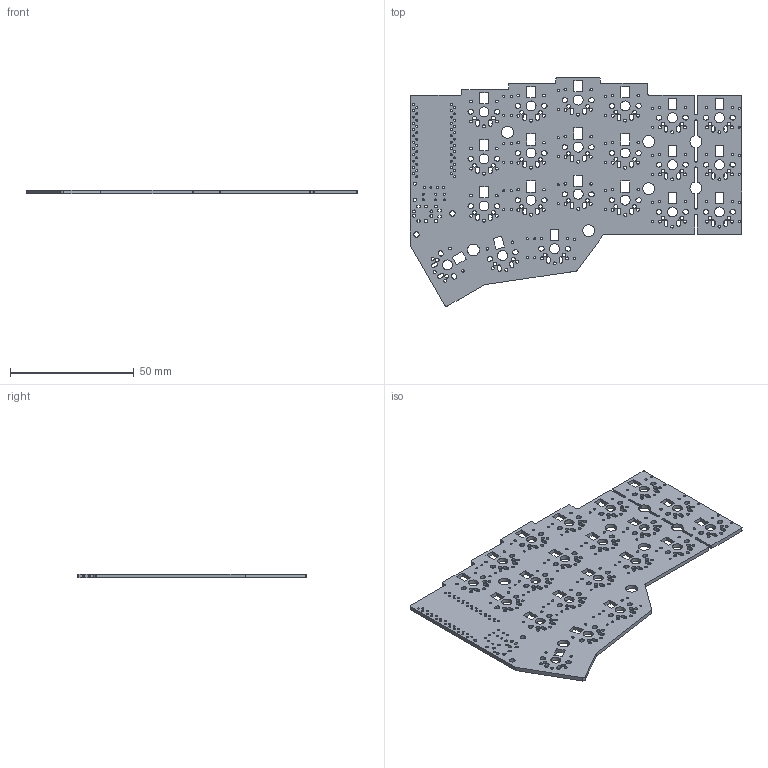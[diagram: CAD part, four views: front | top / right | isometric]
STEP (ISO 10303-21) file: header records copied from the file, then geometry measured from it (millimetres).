
FILE_DESCRIPTION(/* description */ (''),/* implementation_level */ '2;1');
FILE_NAME(/* name */ 'Corne 6 Col.step',/* time_stamp */ '2021-09-22T10:40:29-04:00',/* author */ (''),/* organization */ (''),/* preprocessor_version */ 'ST-DEVELOPER v18.1',/* originating_system */ 'Autodesk Translation Framework v10.10.0.1391',/* authorisation */ '');
FILE_SCHEMA (('AUTOMOTIVE_DESIGN { 1 0 10303 214 3 1 1 }'));
Length unit declared in the file: millimetre
Products named in the file (1): Corne 6 Col
Bounding box: 133.75 x 92.18 x 1.6 mm (x, y, z)
Volume: 12692.6 mm3; surface area: 20124.1 mm2
Topology: 1 solids, 1 shells, 713 faces, 2133 edges, 1422 vertices
Faces by surface type: cylinder 579, plane 134
Full cylindrical faces by diameter (mm): 0.813 x100, 1 x42, 1.2 x67, 1.3 x2, 1.5 x42, 2.2 x2, 4 x21, 4.8 x5
Entity records: 26269 total; most frequent: DIRECTION 4719, CARTESIAN_POINT 4269, ORIENTED_EDGE 4266, EDGE_CURVE 2133, AXIS2_PLACEMENT_3D 1872, EDGE_LOOP 1505, VERTEX_POINT 1422, CIRCLE 1158
